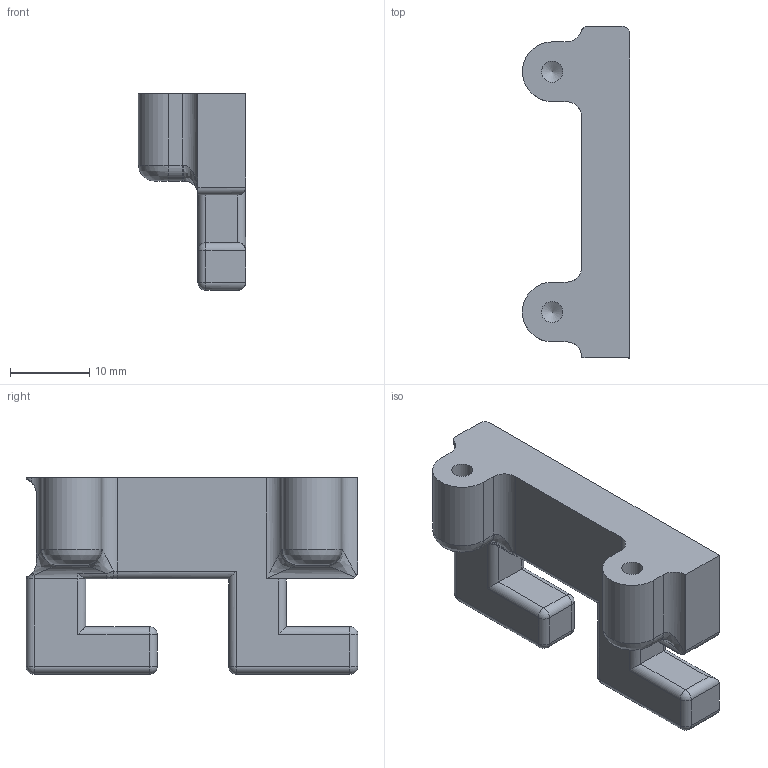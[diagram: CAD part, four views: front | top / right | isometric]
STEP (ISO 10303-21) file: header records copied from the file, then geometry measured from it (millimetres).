
FILE_DESCRIPTION(/* description */ (''),/* implementation_level */ '2;1');
FILE_NAME(/* name */ 'Panel_Frame_Mount-Left.step',/* time_stamp */ '2016-04-02T11:38:02-07:00',/* author */ (''),/* organization */ (''),/* preprocessor_version */ 'ST-DEVELOPER v16.2',/* originating_system */ 'Autodesk Translation Framework v4.3.0.3010',/* authorisation */ '');
FILE_SCHEMA (('AUTOMOTIVE_DESIGN { 1 0 10303 214 3 1 1 }'));
Length unit declared in the file: centimetre
Products named in the file (2): Panel_Duo_Frame_Mount_Left v1; Component2
Assembly tree (1 placements, depth 2):
  Panel_Duo_Frame_Mount_Left v1
    Component2
Bounding box: 13.5 x 41.75 x 24.75 mm (x, y, z)
Volume: 5787.2 mm3; surface area: 3179.7 mm2
Topology: 1 solids, 1 shells, 101 faces, 237 edges, 137 vertices
Faces by surface type: cylinder 49, plane 25, sphere 10, bspline 8, torus 7, cone 2
Full cylindrical faces by diameter (mm): 2.667 x2
Entity records: 3189 total; most frequent: CARTESIAN_POINT 898, DIRECTION 490, ORIENTED_EDGE 456, EDGE_CURVE 228, AXIS2_PLACEMENT_3D 190, VERTEX_POINT 133, LINE 110, VECTOR 110
